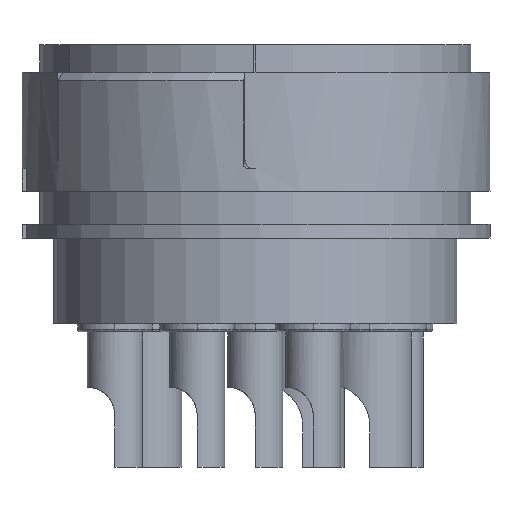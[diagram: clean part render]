
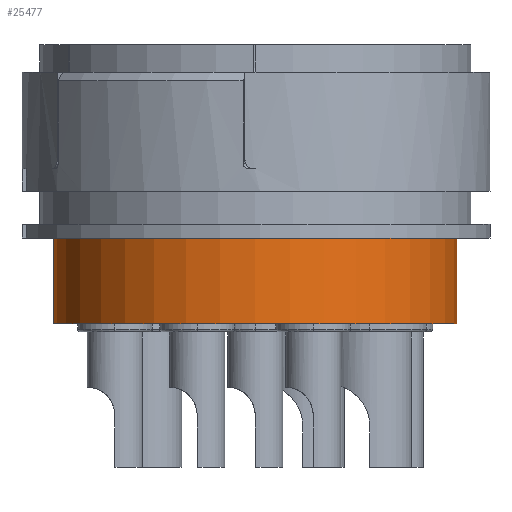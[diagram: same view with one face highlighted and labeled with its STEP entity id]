
A CAD part, left-side view. The second image highlights one B-rep face of the part: STEP entity #25477.
In plain terms, the highlighted cylindrical face has radius 7.3 mm (diameter 14.6 mm), a partial arc.
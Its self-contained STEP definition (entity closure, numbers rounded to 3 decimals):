
#6581=DIRECTION('',(0.,0.,-1.));
#6582=VECTOR('',#6581,3.1);
#6583=CARTESIAN_POINT('',(0.,-7.3,-2.5));
#6584=LINE('',#6583,#6582);
#6585=DIRECTION('',(0.,0.,-1.));
#6586=VECTOR('',#6585,3.1);
#6587=CARTESIAN_POINT('',(0.,7.3,-2.5));
#6588=LINE('',#6587,#6586);
#6589=CARTESIAN_POINT('',(0.,0.,-2.5));
#6590=DIRECTION('',(0.,0.,-1.));
#6591=DIRECTION('',(0.,-1.,0.));
#6592=AXIS2_PLACEMENT_3D('',#6589,#6590,#6591);
#6594=CARTESIAN_POINT('',(0.,0.,-5.6));
#6595=DIRECTION('',(0.,0.,-1.));
#6596=DIRECTION('',(0.,-1.,0.));
#6597=AXIS2_PLACEMENT_3D('',#6594,#6595,#6596);
#12599=CARTESIAN_POINT('',(0.,-7.3,-2.5));
#12600=CARTESIAN_POINT('',(0.,-7.3,-5.6));
#12601=VERTEX_POINT('',#12599);
#12602=VERTEX_POINT('',#12600);
#12603=CARTESIAN_POINT('',(0.,7.3,-2.5));
#12604=CARTESIAN_POINT('',(0.,7.3,-5.6));
#12605=VERTEX_POINT('',#12603);
#12606=VERTEX_POINT('',#12604);
#25465=CARTESIAN_POINT('',(0.,0.,-6.105));
#25466=DIRECTION('',(0.,0.,1.));
#25467=DIRECTION('',(0.,1.,0.));
#25468=AXIS2_PLACEMENT_3D('',#25465,#25466,#25467);
#25469=CYLINDRICAL_SURFACE('',#25468,7.3);
#25470=ORIENTED_EDGE('',*,*,#25455,.T.);
#25472=ORIENTED_EDGE('',*,*,#25471,.T.);
#25473=ORIENTED_EDGE('',*,*,#25458,.F.);
#25474=ORIENTED_EDGE('',*,*,#25262,.F.);
#25475=EDGE_LOOP('',(#25470,#25472,#25473,#25474));
#25476=FACE_OUTER_BOUND('',#25475,.F.);
#6593=CIRCLE('',#6592,7.3);
#6598=CIRCLE('',#6597,7.3);
#25262=EDGE_CURVE('',#12601,#12605,#6593,.T.);
#25455=EDGE_CURVE('',#12601,#12602,#6584,.T.);
#25458=EDGE_CURVE('',#12605,#12606,#6588,.T.);
#25471=EDGE_CURVE('',#12602,#12606,#6598,.T.);
#25477=ADVANCED_FACE('',(#25476),#25469,.T.);
